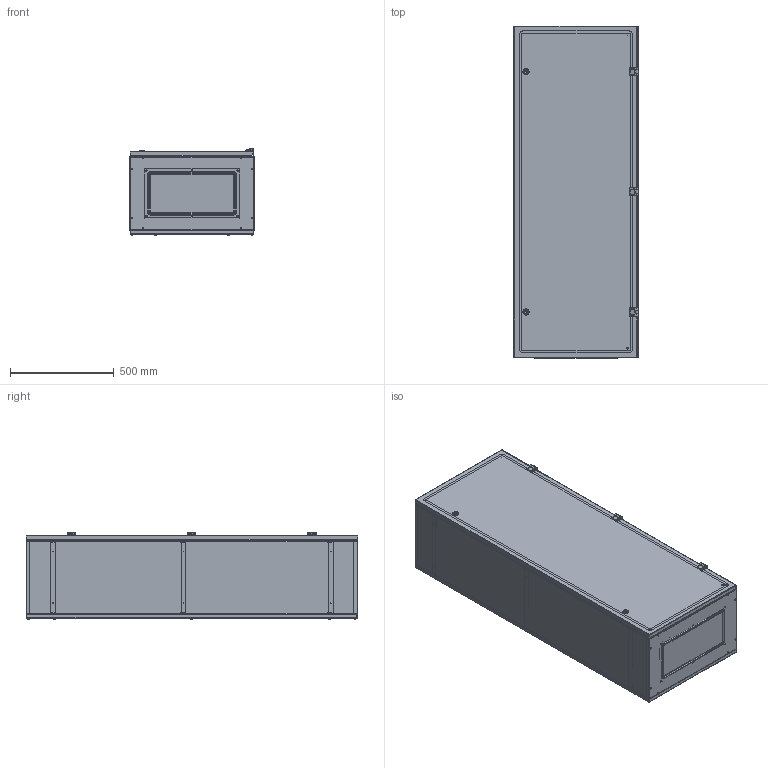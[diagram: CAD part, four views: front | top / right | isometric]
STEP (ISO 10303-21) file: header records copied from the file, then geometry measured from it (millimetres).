
FILE_DESCRIPTION (( 'STEP AP214' ), '1' );
FILE_NAME ('ÙÌÏ 1600õ600õ400 IP54.STEP', '2020-12-25T12:36:10', ( '' ), ( '' ), 'SwSTEP 2.0', 'SolidWorks 2019', '' );
FILE_SCHEMA (( 'AUTOMOTIVE_DESIGN' ));
Length unit declared in the file: millimetre
Products named in the file (35): Ñòåíêà çàäíÿÿ ÑÁ (ïðèñòðåëêà); Ñòåíêà íèæíÿÿ â ñáîðå; Ñòåíêà ïðàâàÿ; Êîðïóñ ïåòëè; Ñòåíêà çàäíÿÿ; pan head cross recess screw_din_DIN EN ISO 7045 - M6 x 12 - Z - 12N; Øïèëüêà ïðèâàðíàÿ Ì6õ16; Çàìîê IP54 ðèãåëü 7 ìì; Ïåòëÿ óãëîâàÿ Atos MK20.5.V1.25; Z-ïðîôèëü; Îïîðà ïðàâàÿ; 邮 磬 牮牦 龛骓; Êîðïóñ â ñáîðå_IP54; Îïîðà ëåâàÿ; Îñíîâàíèå ïåòëè; Çàêëåïêà ãàå÷íàÿ Ì6; Ñòåíêà íèæíÿÿ; Äâåðü â ñáîðå_Ip54; Ñòåíêà ëåâàÿ; Êðûøêà íèæíÿÿ; 邮 磬 耱屙牦 玎漤; Êðûøêà íèæíÿÿ â ñáîðå; hex nut style 1 gradeab_din_Hexagon Nut ISO 4032 - M4 - W - N; øïèëüêà îáìåäíåííàÿ Ì4õ12; hex flange nut_din_Hexagon Flange Nut DIN 6923 - M6 - N; pan head cross recess screw_din_ISO 7045 - M6 x 30 - Z --- 30N; Ñòåíêà âåðõíÿÿ_IP54; ÓÊ íà äâåðü; Ñòåíêà ëåâàÿ â ñáîðå_IP54; ﾄ粢; Ñòåíêà ïðàâàÿ â ñáîðå_Ip54; Ñòåíêà çàäíÿÿ â ñáîðå_IP 54; ÙÌÏ 1600õ600õ400 IP54
Assembly tree (93 placements, depth 4):
  ÙÌÏ 1600õ600õ400 IP54
    Êîðïóñ â ñáîðå_IP54
      Ñòåíêà ëåâàÿ â ñáîðå_IP54
        Ñòåíêà ëåâàÿ
        Z-ïðîôèëü  x3
      Ñòåíêà ïðàâàÿ â ñáîðå_Ip54
        Ñòåíêà ïðàâàÿ
        Z-ïðîôèëü  x3
        Øïèëüêà ïðèâàðíàÿ Ì6õ16
      Çàêëåïêà ãàå÷íàÿ Ì6  x10
      Ñòåíêà âåðõíÿÿ_IP54
      Ñòåíêà íèæíÿÿ â ñáîðå
        Ñòåíêà íèæíÿÿ
        øïèëüêà îáìåäíåííàÿ Ì4õ12  x6
    Ñòåíêà çàäíÿÿ â ñáîðå_IP 54
      Ñòåíêà çàäíÿÿ ÑÁ (ïðèñòðåëêà)
        Ñòåíêà çàäíÿÿ
        øïèëüêà îáìåäíåííàÿ Ì4õ12  x4
      Îïîðà ïðàâàÿ
      Îïîðà ëåâàÿ
      邮 磬 耱屙牦 玎漤
      hex nut style 1 gradeab_din_Hexagon Nut ISO 4032 - M4 - W - N  x4
    Äâåðü â ñáîðå_Ip54
      ﾄ粢
      Øïèëüêà ïðèâàðíàÿ Ì6õ16
      ÓÊ íà äâåðü
      Çàìîê IP54 ðèãåëü 7 ìì  x2
      Ïåòëÿ óãëîâàÿ Atos MK20.5.V1.25
        Îñíîâàíèå ïåòëè
        Êîðïóñ ïåòëè
        pan head cross recess screw_din_DIN EN ISO 7045 - M6 x 12 - Z - 12N  x2
      Ïåòëÿ óãëîâàÿ Atos MK20.5.V1.25
        Îñíîâàíèå ïåòëè
        Êîðïóñ ïåòëè
        pan head cross recess screw_din_DIN EN ISO 7045 - M6 x 12 - Z - 12N  x2
      Ïåòëÿ óãëîâàÿ Atos MK20.5.V1.25
        Îñíîâàíèå ïåòëè
        Êîðïóñ ïåòëè
        pan head cross recess screw_din_DIN EN ISO 7045 - M6 x 12 - Z - 12N  x2
    Êðûøêà íèæíÿÿ â ñáîðå
      Êðûøêà íèæíÿÿ
      邮 磬 牮牦 龛骓
    pan head cross recess screw_din_ISO 7045 - M6 x 30 - Z --- 30N  x10
    hex flange nut_din_Hexagon Flange Nut DIN 6923 - M6 - N  x8
    hex nut style 1 gradeab_din_Hexagon Nut ISO 4032 - M4 - W - N  x6
Bounding box: 600 x 1601.5 x 416.98 mm (x, y, z)
Volume: 6909492.4 mm3; surface area: 8777521.6 mm2
Topology: 94 solids, 94 shells, 3796 faces, 9312 edges, 5719 vertices
Faces by surface type: plane 1630, cylinder 1402, cone 432, torus 176, bspline 120, sphere 36
Entity records: 50310 total; most frequent: CARTESIAN_POINT 14990, DIRECTION 6913, ORIENTED_EDGE 6558, EDGE_CURVE 3279, AXIS2_PLACEMENT_3D 2533, VERTEX_POINT 2006, LINE 1847, VECTOR 1847
